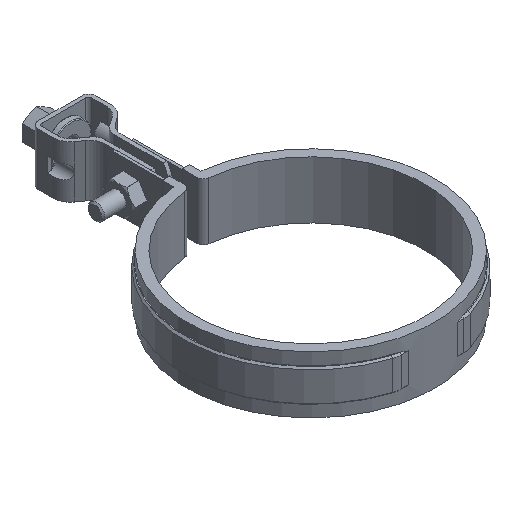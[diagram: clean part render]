
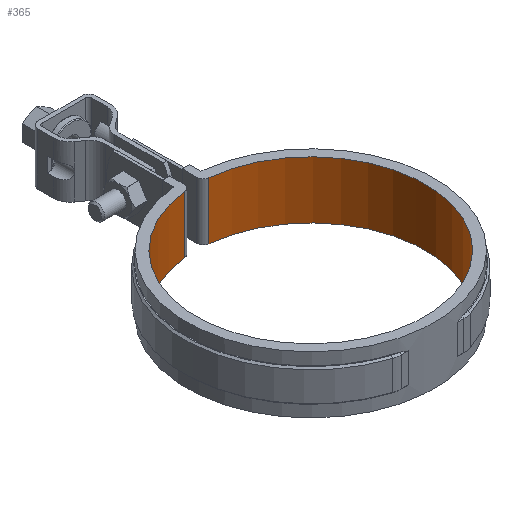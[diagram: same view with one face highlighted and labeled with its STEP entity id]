
A CAD part, isometric view. The second image highlights one B-rep face of the part: STEP entity #365.
In plain terms, the highlighted cylindrical face has radius 70 mm (diameter 140 mm), a partial arc.
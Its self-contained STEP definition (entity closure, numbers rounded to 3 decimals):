
#365 = ADVANCED_FACE( '', ( #598 ), #599, .F. );
#598 = FACE_OUTER_BOUND( '', #1725, .T. );
#599 = CYLINDRICAL_SURFACE( '', #1726, 70. );
#1725 = EDGE_LOOP( '', ( #3583, #3584, #3585, #3586 ) );
#1726 = AXIS2_PLACEMENT_3D( '', #3587, #3588, #3589 );
#3583 = ORIENTED_EDGE( '', *, *, #5167, .F. );
#3584 = ORIENTED_EDGE( '', *, *, #5168, .F. );
#3585 = ORIENTED_EDGE( '', *, *, #5169, .T. );
#3586 = ORIENTED_EDGE( '', *, *, #5165, .T. );
#3587 = CARTESIAN_POINT( '', ( 0., 0., -33.5 ) );
#3588 = DIRECTION( '', ( 0., 0., 1. ) );
#3589 = DIRECTION( '', ( 0., 1., 0. ) );
#5165 = EDGE_CURVE( '', #5808, #5806, #5809, .T. );
#5167 = EDGE_CURVE( '', #5811, #5806, #5812, .F. );
#5168 = EDGE_CURVE( '', #5813, #5811, #5814, .T. );
#5169 = EDGE_CURVE( '', #5813, #5808, #5815, .F. );
#5806 = VERTEX_POINT( '', #8469 );
#5808 = VERTEX_POINT( '', #8471 );
#5809 = LINE( '', #8472, #8473 );
#5811 = VERTEX_POINT( '', #8475 );
#5812 = CIRCLE( '', #8476, 70. );
#5813 = VERTEX_POINT( '', #8477 );
#5814 = LINE( '', #8478, #8479 );
#5815 = CIRCLE( '', #8480, 70. );
#8469 = CARTESIAN_POINT( '', ( -7.378, 69.61, 1.5 ) );
#8471 = CARTESIAN_POINT( '', ( -7.378, 69.61, -33.5 ) );
#8472 = CARTESIAN_POINT( '', ( -7.378, 69.61, -33.5 ) );
#8473 = VECTOR( '', #9601, 1000. );
#8475 = CARTESIAN_POINT( '', ( 7.378, 69.61, 1.5 ) );
#8476 = AXIS2_PLACEMENT_3D( '', #9605, #9606, #9607 );
#8477 = CARTESIAN_POINT( '', ( 7.378, 69.61, -33.5 ) );
#8478 = CARTESIAN_POINT( '', ( 7.378, 69.61, -33.5 ) );
#8479 = VECTOR( '', #9608, 1000. );
#8480 = AXIS2_PLACEMENT_3D( '', #9609, #9610, #9611 );
#9601 = DIRECTION( '', ( 0., 0., 1. ) );
#9605 = CARTESIAN_POINT( '', ( 0., 0., 1.5 ) );
#9606 = DIRECTION( '', ( 0., 0., 1. ) );
#9607 = DIRECTION( '', ( 1., 0., 0. ) );
#9608 = DIRECTION( '', ( 0., 0., 1. ) );
#9609 = CARTESIAN_POINT( '', ( 0., 0., -33.5 ) );
#9610 = DIRECTION( '', ( 0., 0., 1. ) );
#9611 = DIRECTION( '', ( 1., 0., 0. ) );
